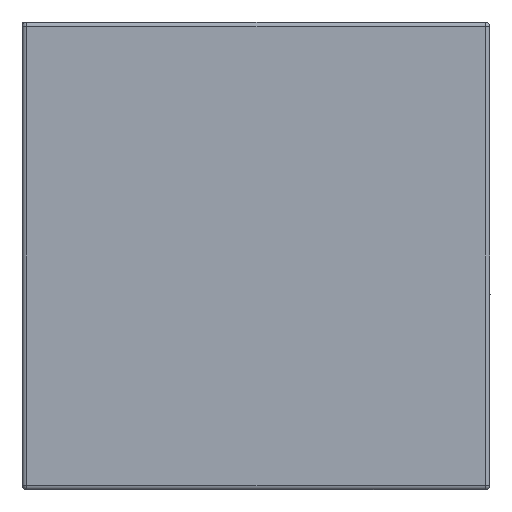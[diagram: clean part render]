
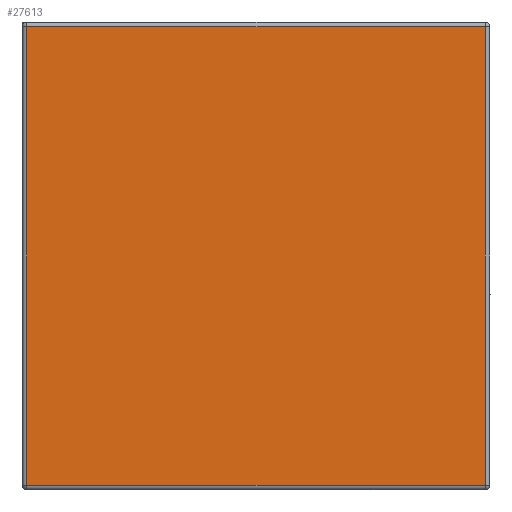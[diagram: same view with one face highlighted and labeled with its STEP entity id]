
A CAD part, left-side view. The second image highlights one B-rep face of the part: STEP entity #27613.
In plain terms, the highlighted planar face has unit normal (-1, 0, 0).
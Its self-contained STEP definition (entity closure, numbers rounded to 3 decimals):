
#820 = CARTESIAN_POINT ( 'NONE',  ( -192.201, 198., -21.396 ) ) ;
#1001 = VERTEX_POINT ( 'NONE', #4956 ) ;
#1009 = LINE ( 'NONE', #820, #18202 ) ;
#1640 = FACE_OUTER_BOUND ( 'NONE', #11445, .T. ) ;
#1772 = LINE ( 'NONE', #8103, #16409 ) ;
#2040 = VECTOR ( 'NONE', #14515, 1000. ) ;
#3586 = DIRECTION ( 'NONE',  ( 0., 0., -1. ) ) ;
#3591 = EDGE_CURVE ( 'NONE', #14083, #9667, #1009, .T. ) ;
#3898 = AXIS2_PLACEMENT_3D ( 'NONE', #13732, #25843, #17484 ) ;
#3960 = CARTESIAN_POINT ( 'NONE',  ( -192.201, 2., -219.396 ) ) ;
#4956 = CARTESIAN_POINT ( 'NONE',  ( -192.201, 2., -23.396 ) ) ;
#6678 = CARTESIAN_POINT ( 'NONE',  ( -192.201, 198., -219.396 ) ) ;
#8103 = CARTESIAN_POINT ( 'NONE',  ( -192.201, 2., -23.396 ) ) ;
#8764 = DIRECTION ( 'NONE',  ( 0., -1., 0. ) ) ;
#9667 = VERTEX_POINT ( 'NONE', #6678 ) ;
#11445 = EDGE_LOOP ( 'NONE', ( #36119, #28027, #24566, #27679 ) ) ;
#13732 = CARTESIAN_POINT ( 'NONE',  ( -192.201, 200., -21.396 ) ) ;
#14060 = VECTOR ( 'NONE', #8764, 1000. ) ;
#14083 = VERTEX_POINT ( 'NONE', #37004 ) ;
#14126 = LINE ( 'NONE', #38953, #14060 ) ;
#14499 = VERTEX_POINT ( 'NONE', #3960 ) ;
#14515 = DIRECTION ( 'NONE',  ( 0., 1., 0. ) ) ;
#16409 = VECTOR ( 'NONE', #32299, 1000. ) ;
#17484 = DIRECTION ( 'NONE',  ( 0., 0., -1. ) ) ;
#18202 = VECTOR ( 'NONE', #3586, 1000. ) ;
#18388 = EDGE_CURVE ( 'NONE', #9667, #14499, #14126, .T. ) ;
#18477 = EDGE_CURVE ( 'NONE', #1001, #14083, #23651, .T. ) ;
#23651 = LINE ( 'NONE', #29599, #2040 ) ;
#24566 = ORIENTED_EDGE ( 'NONE', *, *, #18388, .T. ) ;
#25843 = DIRECTION ( 'NONE',  ( 1., 0., 0. ) ) ;
#27613 = ADVANCED_FACE ( 'NONE', ( #1640 ), #29205, .F. ) ;
#27679 = ORIENTED_EDGE ( 'NONE', *, *, #37613, .T. ) ;
#28027 = ORIENTED_EDGE ( 'NONE', *, *, #3591, .T. ) ;
#29205 = PLANE ( 'NONE',  #3898 ) ;
#29599 = CARTESIAN_POINT ( 'NONE',  ( -192.201, 200., -23.396 ) ) ;
#32299 = DIRECTION ( 'NONE',  ( 0., 0., 1. ) ) ;
#36119 = ORIENTED_EDGE ( 'NONE', *, *, #18477, .T. ) ;
#37004 = CARTESIAN_POINT ( 'NONE',  ( -192.201, 198., -23.396 ) ) ;
#37613 = EDGE_CURVE ( 'NONE', #14499, #1001, #1772, .T. ) ;
#38953 = CARTESIAN_POINT ( 'NONE',  ( -192.201, 200., -219.396 ) ) ;
